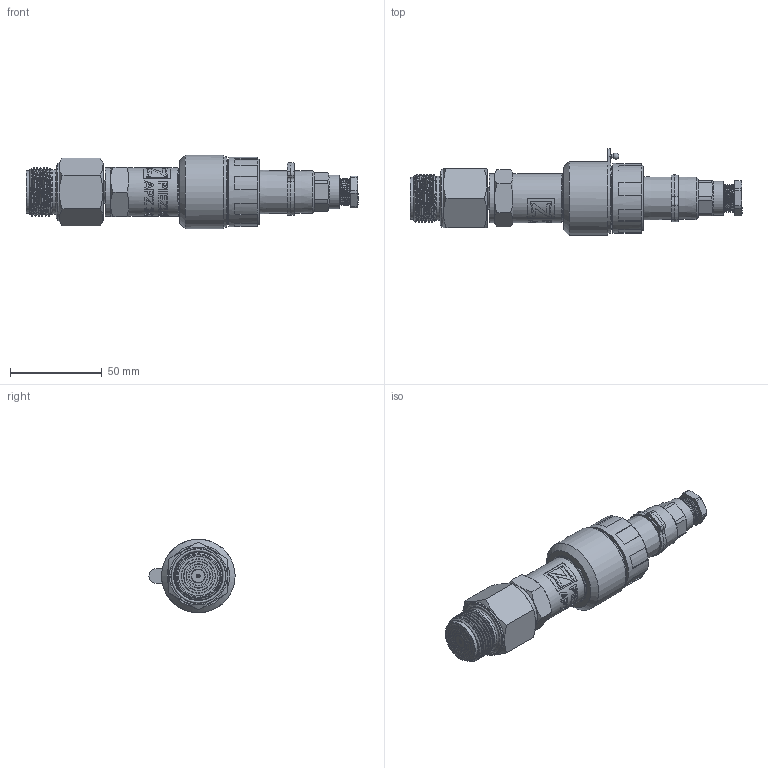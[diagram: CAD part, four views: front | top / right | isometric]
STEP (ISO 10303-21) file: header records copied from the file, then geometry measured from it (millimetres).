
FILE_DESCRIPTION(/* description */ (''),/* implementation_level */ '2;1');
FILE_NAME(/* name */ 'APZ3420m_G3''4DIN-flush_6.step',/* time_stamp */ '2021-07-06T15:19:11+03:00',/* author */ (''),/* organization */ (''),/* preprocessor_version */ 'ST-DEVELOPER v18.1',/* originating_system */ 'Autodesk Translation Framework v10.9.0.1377',/* authorisation */ '');
FILE_SCHEMA (('AUTOMOTIVE_DESIGN { 1 0 10303 214 3 1 1 }','TECHNICAL_DATA_PACKAGING'));
Length unit declared in the file: millimetre
Products named in the file (10): АПЗ 3420м заполненная; G 1/4 EN; Buccaneer assembly; Bucaneer male v11; px0735-p; px0735-p_1; Bucaneer female v5; px0736-s; px0736-s_2; G3'4DIN diaphragm 23 v5
Assembly tree (8 placements, depth 5):
  АПЗ 3420м заполненная
    G 1/4 EN
    Buccaneer assembly
      Bucaneer male v11
        px0735-p
          px0735-p_1
      Bucaneer female v5
        px0736-s
          px0736-s_2
  G3'4DIN diaphragm 23 v5
Bounding box: 180.59 x 46.89 x 40 mm (x, y, z)
Volume: 103112.3 mm3; surface area: 56031.6 mm2
Topology: 16 solids, 20 shells, 1797 faces, 4923 edges, 3238 vertices
Faces by surface type: plane 1042, bspline 329, cylinder 256, cone 130, torus 29, sphere 11
Full cylindrical faces by diameter (mm): 2 x1, 2.03 x1, 2.413 x4, 2.439 x6, 2.459 x2, 2.464 x2, 2.87 x4, 3 x4, 3.3 x1, 3.302 x6, 3.734 x2, 4 x1, 4.1 x6, 4.19 x2, 4.47 x2, 5 x2, 5.1 x1, 8 x1, 8.255 x1, 9.5 x2, 9.53 x2, 11 x1, 11.445 x4, 11.938 x1, 12.09 x1, 13.157 x9, 13.716 x1, 13.741 x5, 14.021 x1, 14.884 x6
Entity records: 101359 total; most frequent: CARTESIAN_POINT 58021, ORIENTED_EDGE 9818, DIRECTION 7495, EDGE_CURVE 4909, VERTEX_POINT 3238, LINE 3037, VECTOR 3037, AXIS2_PLACEMENT_3D 2229
